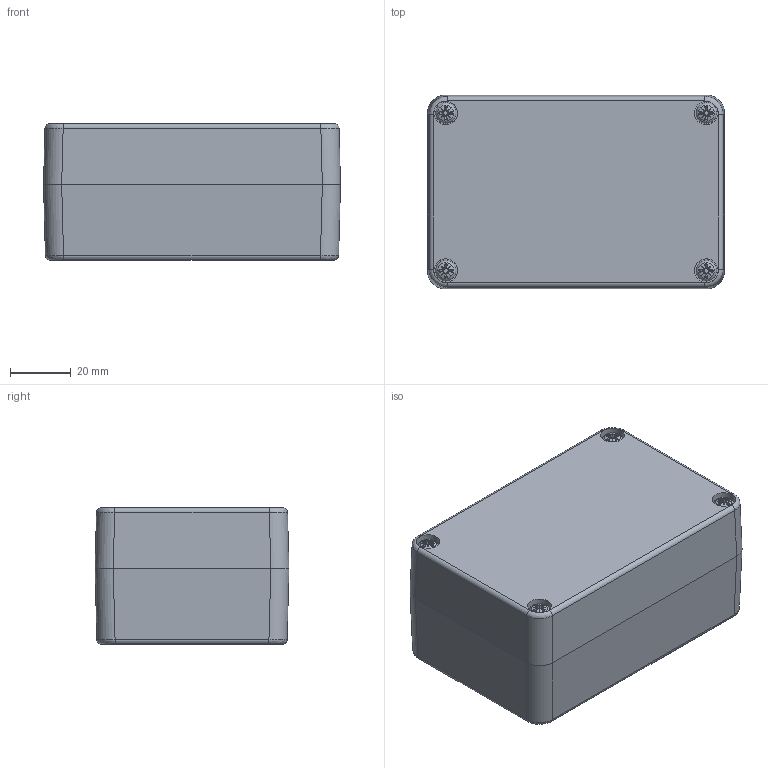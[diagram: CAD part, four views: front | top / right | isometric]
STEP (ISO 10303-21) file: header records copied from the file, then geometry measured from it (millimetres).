
FILE_DESCRIPTION((''),'2;1');
FILE_NAME('0101100500--MBA_906045_VE.stp','2014-10-20T09:51:39',('robin.rentz'),(''),'Autodesk Inventor 2012','Autodesk Inventor 2012','');
FILE_SCHEMA(('CONFIG_CONTROL_DESIGN'));
Length unit declared in the file: millimetre
Products named in the file (4): 0101100500--MBA_906045_VE; 0100100402--UT_906030-906045_VE; 0100100501--OT_906045_VE; 1990000276 Schraube BM4x12_6
Assembly tree (6 placements, depth 2):
  0101100500--MBA_906045_VE
    0100100402--UT_906030-906045_VE
    0100100501--OT_906045_VE
    1990000276 Schraube BM4x12_6  x4
Bounding box: 98 x 64 x 45 mm (x, y, z)
Volume: 93471.4 mm3; surface area: 56591.5 mm2
Topology: 6 solids, 6 shells, 963 faces, 2347 edges, 1456 vertices
Faces by surface type: plane 308, bspline 264, cylinder 188, torus 106, cone 86, sphere 11
Full cylindrical faces by diameter (mm): 2 x8, 3.242 x7, 3.3 x4, 4 x4, 4.2 x2, 4.4 x1, 4.5 x6, 4.8 x4, 6 x2, 6.8 x4, 7 x3, 7.5 x2, 7.8 x4, 8 x3
Entity records: 33527 total; most frequent: CARTESIAN_POINT 17459, ORIENTED_EDGE 3442, DIRECTION 2774, EDGE_CURVE 1721, VERTEX_POINT 1113, AXIS2_PLACEMENT_3D 1012, EDGE_LOOP 936, FACE_OUTER_BOUND 765
